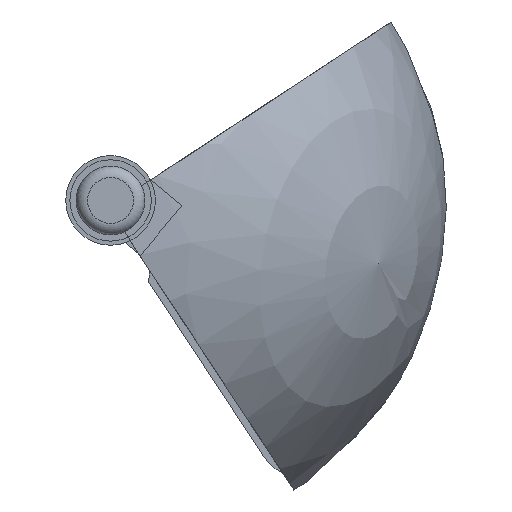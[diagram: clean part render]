
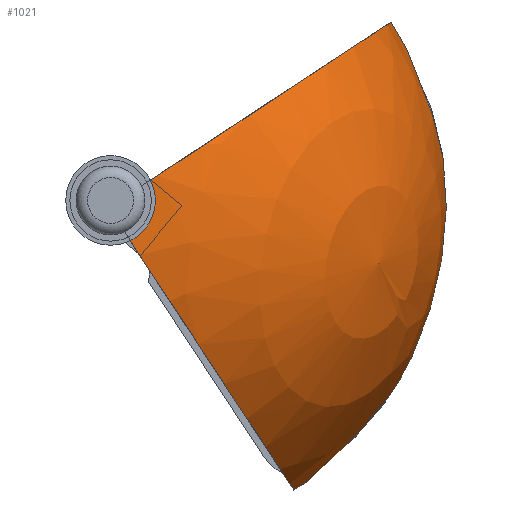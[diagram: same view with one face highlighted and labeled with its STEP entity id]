
A CAD part, left-side view. The second image highlights one B-rep face of the part: STEP entity #1021.
In plain terms, the highlighted spherical face has radius 14.75 mm.
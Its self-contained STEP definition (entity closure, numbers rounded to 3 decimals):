
#68=SPHERICAL_SURFACE('',#1128,14.75);
#124=FACE_OUTER_BOUND('',#197,.T.);
#197=EDGE_LOOP('',(#755,#756,#757,#758,#759,#760));
#424=CIRCLE('',#1121,14.75);
#426=CIRCLE('',#1125,14.75);
#427=CIRCLE('',#1126,14.75);
#428=CIRCLE('',#1129,14.75);
#475=B_SPLINE_CURVE_WITH_KNOTS('',3,(#1641,#1642,#1643,#1644,#1645,#1646,
#1647,#1648,#1649,#1650,#1651,#1652),.UNSPECIFIED.,.F.,.F.,(4,2,2,2,2,4),
(0.568,0.587,0.671,0.754,
0.838,0.906),.UNSPECIFIED.);
#489=VERTEX_POINT('',#1626);
#490=VERTEX_POINT('',#1628);
#492=VERTEX_POINT('',#1635);
#493=VERTEX_POINT('',#1637);
#494=VERTEX_POINT('',#1654);
#590=EDGE_CURVE('',#489,#490,#424,.F.);
#594=EDGE_CURVE('',#492,#493,#426,.F.);
#595=EDGE_CURVE('',#493,#489,#427,.F.);
#596=EDGE_CURVE('',#492,#490,#475,.F.);
#597=EDGE_CURVE('',#493,#494,#428,.T.);
#755=ORIENTED_EDGE('',*,*,#596,.T.);
#756=ORIENTED_EDGE('',*,*,#590,.F.);
#757=ORIENTED_EDGE('',*,*,#595,.F.);
#758=ORIENTED_EDGE('',*,*,#597,.T.);
#759=ORIENTED_EDGE('',*,*,#597,.F.);
#760=ORIENTED_EDGE('',*,*,#594,.F.);
#1021=ADVANCED_FACE('',(#124),#68,.T.);
#1121=AXIS2_PLACEMENT_3D('',#1629,#1264,#1265);
#1125=AXIS2_PLACEMENT_3D('',#1638,#1274,#1275);
#1126=AXIS2_PLACEMENT_3D('',#1639,#1276,#1277);
#1128=AXIS2_PLACEMENT_3D('',#1653,#1280,#1281);
#1129=AXIS2_PLACEMENT_3D('',#1655,#1282,#1283);
#1264=DIRECTION('center_axis',(0.,-0.549,-0.836));
#1265=DIRECTION('ref_axis',(0.,0.836,-0.549));
#1274=DIRECTION('center_axis',(0.,-0.836,0.549));
#1275=DIRECTION('ref_axis',(0.,-0.549,-0.836));
#1276=DIRECTION('center_axis',(0.,-0.836,0.549));
#1277=DIRECTION('ref_axis',(0.,-0.549,-0.836));
#1280=DIRECTION('center_axis',(0.577,0.8,0.166));
#1281=DIRECTION('ref_axis',(-0.707,0.388,0.591));
#1282=DIRECTION('center_axis',(-0.408,0.458,-0.789));
#1283=DIRECTION('ref_axis',(0.707,-0.388,-0.591));
#1626=CARTESIAN_POINT('',(-14.75,-1.267,3.162));
#1628=CARTESIAN_POINT('',(14.543,-3.327,4.515));
#1629=CARTESIAN_POINT('Origin',(0.,-1.267,3.162));
#1635=CARTESIAN_POINT('',(14.614,-2.363,1.494));
#1637=CARTESIAN_POINT('',(10.43,-6.994,-5.555));
#1638=CARTESIAN_POINT('Origin',(0.,-1.267,3.162));
#1639=CARTESIAN_POINT('Origin',(0.,-1.267,3.162));
#1641=CARTESIAN_POINT('Ctrl Pts',(14.543,-3.327,4.515));
#1642=CARTESIAN_POINT('Ctrl Pts',(14.544,-3.359,4.455));
#1643=CARTESIAN_POINT('Ctrl Pts',(14.545,-3.387,4.394));
#1644=CARTESIAN_POINT('Ctrl Pts',(14.551,-3.527,4.057));
#1645=CARTESIAN_POINT('Ctrl Pts',(14.558,-3.583,3.759));
#1646=CARTESIAN_POINT('Ctrl Pts',(14.57,-3.583,3.2));
#1647=CARTESIAN_POINT('Ctrl Pts',(14.577,-3.527,2.902));
#1648=CARTESIAN_POINT('Ctrl Pts',(14.59,-3.3,2.354));
#1649=CARTESIAN_POINT('Ctrl Pts',(14.596,-3.129,2.103));
#1650=CARTESIAN_POINT('Ctrl Pts',(14.606,-2.771,1.746));
#1651=CARTESIAN_POINT('Ctrl Pts',(14.611,-2.577,1.603));
#1652=CARTESIAN_POINT('Ctrl Pts',(14.614,-2.363,1.494));
#1653=CARTESIAN_POINT('Origin',(0.,-1.267,3.162));
#1654=CARTESIAN_POINT('',(-8.516,-13.061,0.72));
#1655=CARTESIAN_POINT('Origin',(0.,-1.267,3.162));
